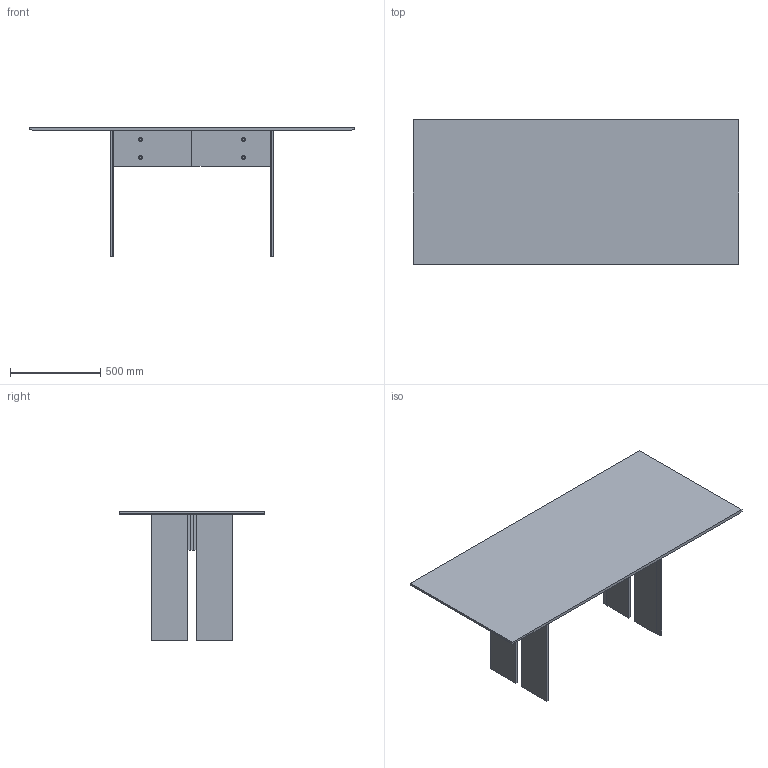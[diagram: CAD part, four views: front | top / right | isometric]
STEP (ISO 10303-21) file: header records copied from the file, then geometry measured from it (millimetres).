
FILE_DESCRIPTION(/* description */ (''),/* implementation_level */ '2;1');
FILE_NAME(/* name */ 'LLT-HO_180x80',/* time_stamp */ '2017-07-25T18:58:01+02:00',/* author */ (''),/* organization */ (''),/* preprocessor_version */ 'ST-DEVELOPER v10',/* originating_system */ '',/* authorisation */ '');
FILE_SCHEMA (('CONFIG_CONTROL_DESIGN'));
Length unit declared in the file: millimetre
Products named in the file (1): 1
Bounding box: 1800 x 800 x 714 mm (x, y, z)
Volume: 35766745.6 mm3; surface area: 5074548.2 mm2
Topology: 25 solids, 25 shells, 332 faces, 679 edges, 414 vertices
Faces by surface type: bspline 222, plane 110
Entity records: 9430 total; most frequent: CARTESIAN_POINT 5179, ORIENTED_EDGE 1356, EDGE_CURVE 678, VERTEX_POINT 412, EDGE_LOOP 388, ADVANCED_FACE 332, FACE_OUTER_BOUND 332, B_SPLINE_CURVE_WITH_KNOTS 215
